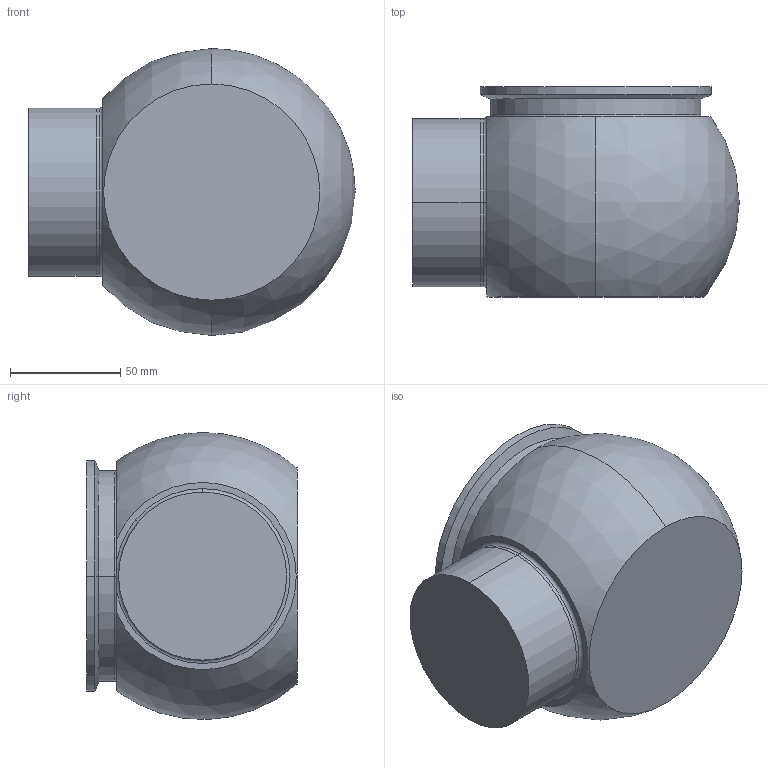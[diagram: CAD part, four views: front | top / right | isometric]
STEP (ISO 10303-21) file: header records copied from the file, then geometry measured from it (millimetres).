
FILE_DESCRIPTION (( 'STEP AP214' ), '1' );
FILE_NAME ('102777.STEP', '2017-11-02T20:48:06', ( '' ), ( '' ), 'SwSTEP 2.0', 'SolidWorks 2014', '' );
FILE_SCHEMA (( 'AUTOMOTIVE_DESIGN' ));
Length unit declared in the file: inch
Products named in the file (1): 102777
Bounding box: 148.01 x 95.25 x 130.1 mm (x, y, z)
Volume: 1153472.1 mm3; surface area: 63195.9 mm2
Topology: 1 solids, 1 shells, 21 faces, 47 edges, 28 vertices
Faces by surface type: cylinder 8, plane 5, torus 4, cone 2, sphere 2
Entity records: 620 total; most frequent: DIRECTION 118, CARTESIAN_POINT 105, ORIENTED_EDGE 88, AXIS2_PLACEMENT_3D 53, EDGE_CURVE 44, CIRCLE 31, VERTEX_POINT 26, EDGE_LOOP 22
